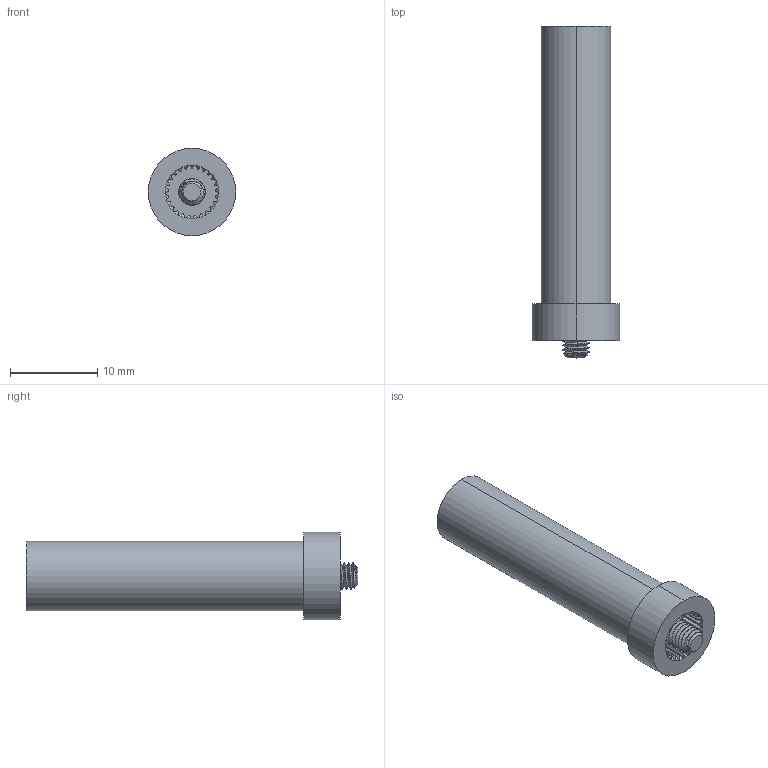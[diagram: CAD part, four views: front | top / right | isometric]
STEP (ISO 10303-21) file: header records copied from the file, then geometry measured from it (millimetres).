
FILE_DESCRIPTION (( 'STEP AP203' ), '1' );
FILE_NAME ('1911-0025-0836 assembly.STEP', '2022-12-12T21:51:22', ( '' ), ( '' ), 'SwSTEP 2.0', 'SolidWorks 2016', '' );
FILE_SCHEMA (( 'CONFIG_CONTROL_DESIGN' ));
Length unit declared in the file: millimetre
Products named in the file (3): 1911-0025-0836; M3 Screw for 1911-0025-0836; 1911-0025-0836 assembly
Assembly tree (2 placements, depth 2):
  1911-0025-0836 assembly
    1911-0025-0836
    M3 Screw for 1911-0025-0836
Bounding box: 10 x 38 x 10 mm (x, y, z)
Volume: 1814.4 mm3; surface area: 2135.2 mm2
Topology: 2 solids, 2 shells, 946 faces, 2221 edges, 1458 vertices
Faces by surface type: plane 766, cylinder 135, cone 42, bspline 3
Entity records: 31596 total; most frequent: CARTESIAN_POINT 9574, ORIENTED_EDGE 4442, DIRECTION 4428, EDGE_CURVE 2221, VECTOR 1484, LINE 1484, AXIS2_PLACEMENT_3D 1472, VERTEX_POINT 1458
